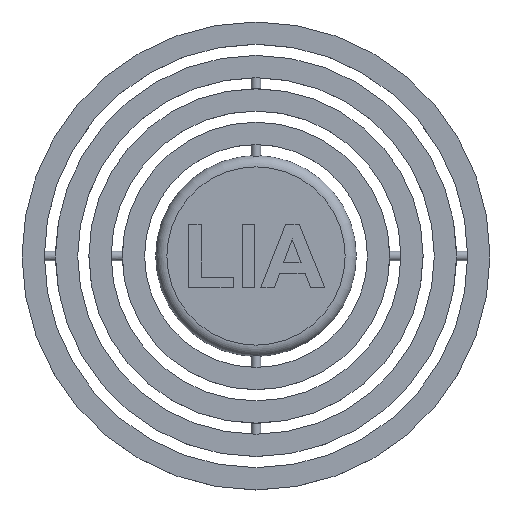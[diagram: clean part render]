
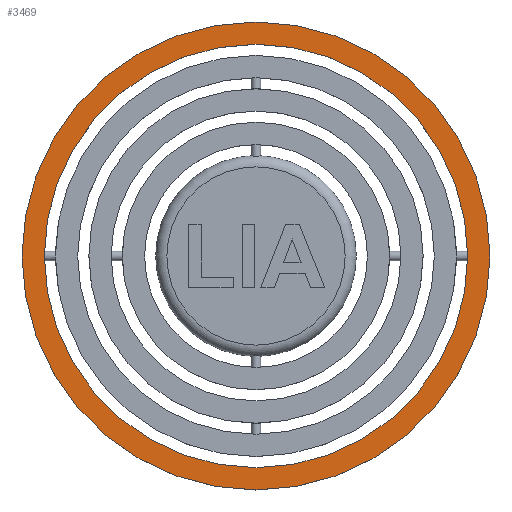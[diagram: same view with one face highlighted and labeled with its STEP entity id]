
A CAD part, top view. The second image highlights one B-rep face of the part: STEP entity #3469.
In plain terms, the highlighted planar face has unit normal (0, 0, 1).
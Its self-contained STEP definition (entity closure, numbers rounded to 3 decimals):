
#75=FACE_BOUND('',#457,.T.);
#112=PLANE('',#3699);
#248=FACE_OUTER_BOUND('',#456,.T.);
#456=EDGE_LOOP('',(#2440));
#457=EDGE_LOOP('',(#2441));
#1517=CIRCLE('',#3693,47.5);
#1520=CIRCLE('',#3698,52.5);
#1557=VERTEX_POINT('',#4702);
#1560=VERTEX_POINT('',#4712);
#1905=EDGE_CURVE('',#1557,#1557,#1517,.T.);
#1910=EDGE_CURVE('',#1560,#1560,#1520,.T.);
#2440=ORIENTED_EDGE('',*,*,#1910,.T.);
#2441=ORIENTED_EDGE('',*,*,#1905,.F.);
#3469=ADVANCED_FACE('',(#248,#75),#112,.T.);
#3693=AXIS2_PLACEMENT_3D('',#4703,#3896,#3897);
#3698=AXIS2_PLACEMENT_3D('',#4713,#3908,#3909);
#3699=AXIS2_PLACEMENT_3D('',#4715,#3911,#3912);
#3896=DIRECTION('center_axis',(0.,0.,1.));
#3897=DIRECTION('ref_axis',(1.,0.,0.));
#3908=DIRECTION('center_axis',(0.,0.,1.));
#3909=DIRECTION('ref_axis',(-1.,0.,0.));
#3911=DIRECTION('center_axis',(0.,0.,1.));
#3912=DIRECTION('ref_axis',(1.,0.,0.));
#4702=CARTESIAN_POINT('',(47.5,0.,2.5));
#4703=CARTESIAN_POINT('Origin',(0.,0.,
2.5));
#4712=CARTESIAN_POINT('',(52.5,0.,2.5));
#4713=CARTESIAN_POINT('Origin',(0.,0.,
2.5));
#4715=CARTESIAN_POINT('Origin',(-47.5,0.,2.5));
